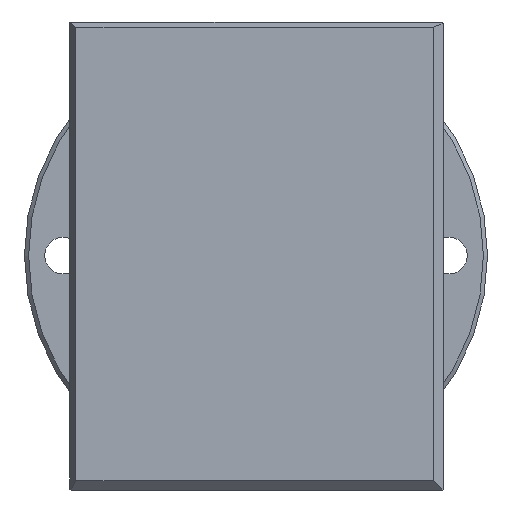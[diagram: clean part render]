
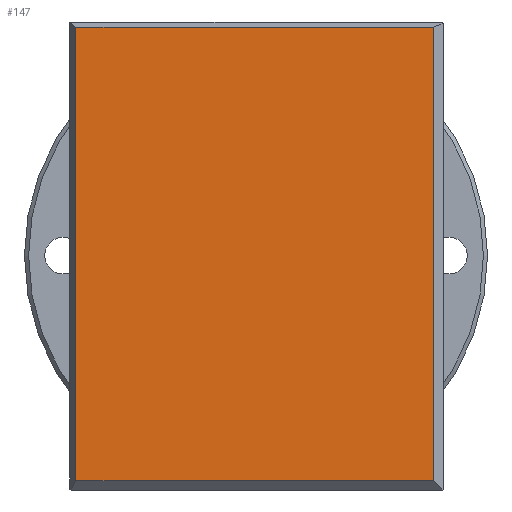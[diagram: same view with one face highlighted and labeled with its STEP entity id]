
A CAD part, left-side view. The second image highlights one B-rep face of the part: STEP entity #147.
In plain terms, the highlighted planar face has unit normal (-1, 0, 0).
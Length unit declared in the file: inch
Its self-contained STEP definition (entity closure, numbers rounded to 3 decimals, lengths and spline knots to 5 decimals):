
#94 = EDGE_LOOP ( 'NONE', ( #684, #1507, #2109, #1450 ) ) ;
#147 = ADVANCED_FACE ( 'NONE', ( #871 ), #1160, .T. ) ;
#156 = CARTESIAN_POINT ( 'NONE',  ( -0.16807, 0.97317, 1.7766 ) ) ;
#200 = EDGE_CURVE ( 'NONE', #733, #2094, #1699, .T. ) ;
#243 = VECTOR ( 'NONE', #1954, 39.37008 ) ;
#325 = LINE ( 'NONE', #2244, #1036 ) ;
#525 = VERTEX_POINT ( 'NONE', #1107 ) ;
#549 = VERTEX_POINT ( 'NONE', #1693 ) ;
#589 = CARTESIAN_POINT ( 'NONE',  ( -0.16807, 1.41059, 1.22256 ) ) ;
#610 = DIRECTION ( 'NONE',  ( -1., 0., 0. ) ) ;
#684 = ORIENTED_EDGE ( 'NONE', *, *, #1589, .T. ) ;
#733 = VERTEX_POINT ( 'NONE', #1249 ) ;
#748 = CARTESIAN_POINT ( 'NONE',  ( -0.16807, 0.54167, 0.67506 ) ) ;
#871 = FACE_OUTER_BOUND ( 'NONE', #94, .T. ) ;
#900 = EDGE_CURVE ( 'NONE', #2094, #549, #325, .T. ) ;
#1036 = VECTOR ( 'NONE', #1897, 39.37008 ) ;
#1078 = CARTESIAN_POINT ( 'NONE',  ( -0.16807, 0.97317, 0.67506 ) ) ;
#1107 = CARTESIAN_POINT ( 'NONE',  ( -0.16807, 1.41059, 1.7766 ) ) ;
#1160 = PLANE ( 'NONE',  #1237 ) ;
#1199 = VECTOR ( 'NONE', #2362, 39.37008 ) ;
#1237 = AXIS2_PLACEMENT_3D ( 'NONE', #1328, #610, #2253 ) ;
#1249 = CARTESIAN_POINT ( 'NONE',  ( -0.16807, 1.41059, 0.67506 ) ) ;
#1267 = VECTOR ( 'NONE', #1718, 39.37008 ) ;
#1328 = CARTESIAN_POINT ( 'NONE',  ( -0.16807, 0.97317, 1.22256 ) ) ;
#1450 = ORIENTED_EDGE ( 'NONE', *, *, #900, .T. ) ;
#1507 = ORIENTED_EDGE ( 'NONE', *, *, #1851, .T. ) ;
#1589 = EDGE_CURVE ( 'NONE', #549, #525, #2179, .T. ) ;
#1693 = CARTESIAN_POINT ( 'NONE',  ( -0.16807, 0.54167, 1.7766 ) ) ;
#1699 = LINE ( 'NONE', #1078, #1199 ) ;
#1718 = DIRECTION ( 'NONE',  ( 0., 0., -1. ) ) ;
#1763 = LINE ( 'NONE', #589, #1267 ) ;
#1851 = EDGE_CURVE ( 'NONE', #525, #733, #1763, .T. ) ;
#1897 = DIRECTION ( 'NONE',  ( 0., 0., 1. ) ) ;
#1954 = DIRECTION ( 'NONE',  ( 0., 1., 0. ) ) ;
#2094 = VERTEX_POINT ( 'NONE', #748 ) ;
#2109 = ORIENTED_EDGE ( 'NONE', *, *, #200, .T. ) ;
#2179 = LINE ( 'NONE', #156, #243 ) ;
#2244 = CARTESIAN_POINT ( 'NONE',  ( -0.16807, 0.54167, 1.22256 ) ) ;
#2253 = DIRECTION ( 'NONE',  ( 0., 0., 1. ) ) ;
#2362 = DIRECTION ( 'NONE',  ( 0., -1., 0. ) ) ;
